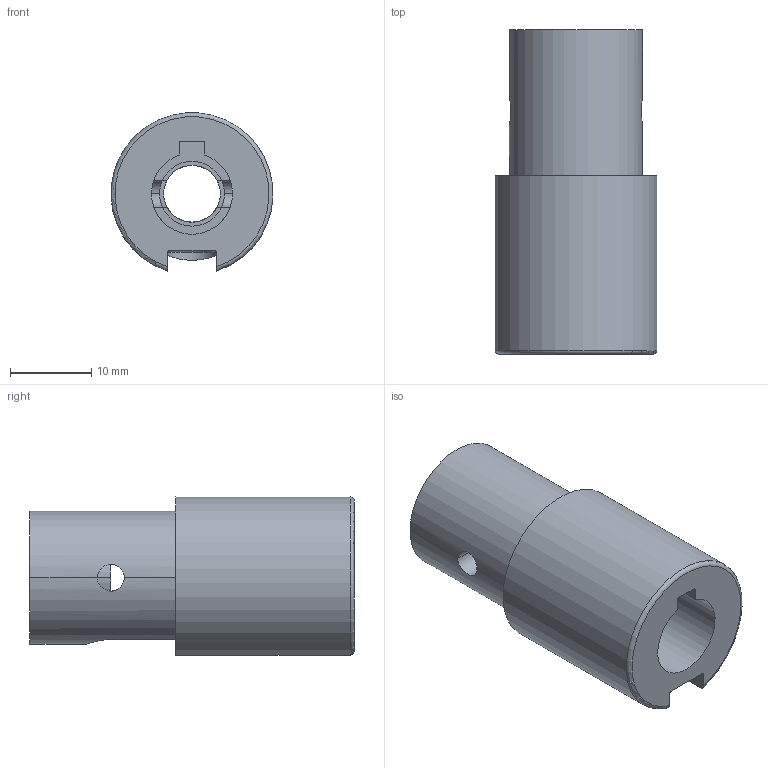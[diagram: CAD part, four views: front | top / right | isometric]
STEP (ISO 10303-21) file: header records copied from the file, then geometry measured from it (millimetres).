
FILE_DESCRIPTION((''),'2;1');
FILE_NAME('OBMP-BTP-1632','2023-10-11T21:01:21',('ccha425'),('Department of Mechanical Engineering, The University of Auckland'),'CREO PARAMETRIC BY PTC INC, 2017260','CREO PARAMETRIC BY PTC INC, 2017260','');
FILE_SCHEMA(('CONFIG_CONTROL_DESIGN'));
Length unit declared in the file: millimetre
Products named in the file (1): OBMP-BTP-1632
Bounding box: 19.96 x 40 x 19.5 mm (x, y, z)
Volume: 7321.4 mm3; surface area: 4502.8 mm2
Topology: 1 solids, 2 shells, 31 faces, 90 edges, 58 vertices
Faces by surface type: cylinder 17, plane 12, torus 2
Entity records: 1220 total; most frequent: CARTESIAN_POINT 346, ORIENTED_EDGE 176, DIRECTION 171, EDGE_CURVE 90, AXIS2_PLACEMENT_3D 64, VERTEX_POINT 58, VECTOR 43, LINE 43
